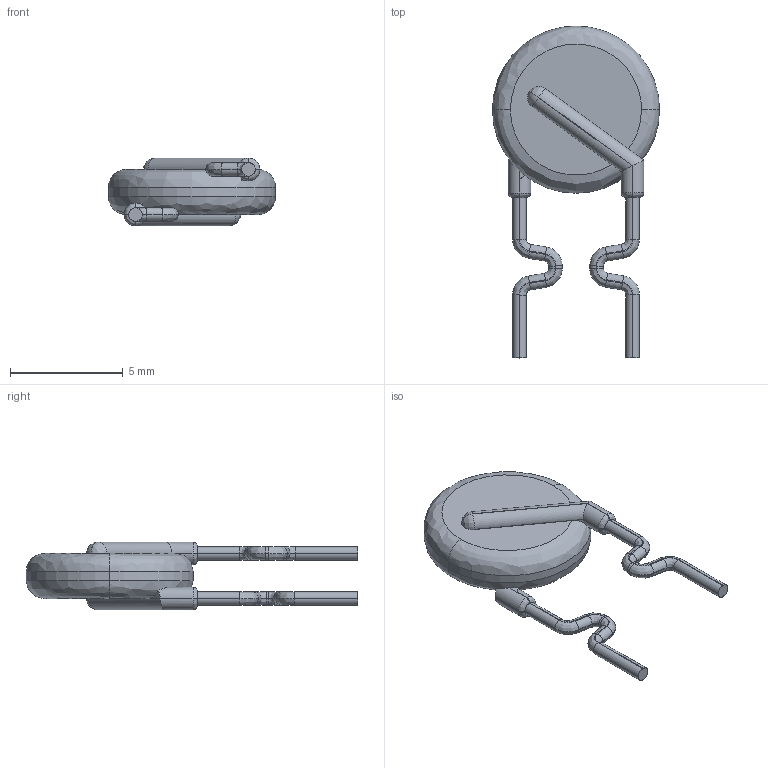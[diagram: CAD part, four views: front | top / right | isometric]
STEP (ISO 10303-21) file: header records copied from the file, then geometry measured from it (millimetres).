
FILE_DESCRIPTION (( 'STEP AP214' ), '1' );
FILE_NAME ('User Library-RXE020.STEP', '2018-08-25T12:18:23', ( '' ), ( '' ), 'SwSTEP 2.0', 'SolidWorks 2018', '' );
FILE_SCHEMA (( 'AUTOMOTIVE_DESIGN' ));
Length unit declared in the file: millimetre
Products named in the file (3): User Library-RXE020_Fusion; User Library-RXE020; User Library-RXE020_Fusion001
Assembly tree (2 placements, depth 2):
  User Library-RXE020
    User Library-RXE020_Fusion
    User Library-RXE020_Fusion001
Bounding box: 7.4 x 14.69 x 3 mm (x, y, z)
Volume: 92.7 mm3; surface area: 173.8 mm2
Topology: 3 solids, 3 shells, 180 faces, 426 edges, 248 vertices
Faces by surface type: cylinder 84, plane 48, bspline 48
Entity records: 8065 total; most frequent: CARTESIAN_POINT 2112, ORIENTED_EDGE 844, DIRECTION 792, EDGE_CURVE 422, AXIS2_PLACEMENT_3D 299, VERTEX_POINT 248, LINE 194, VECTOR 194
